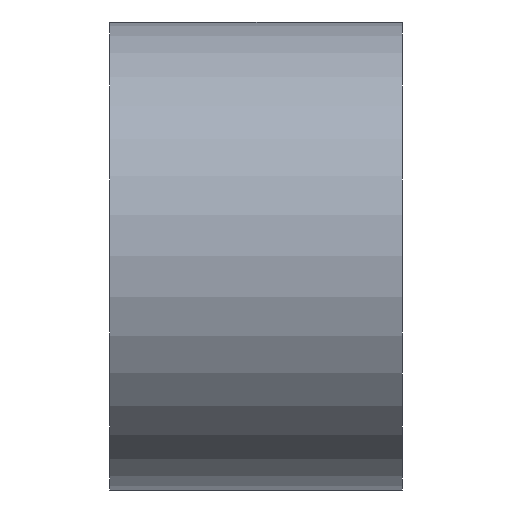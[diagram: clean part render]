
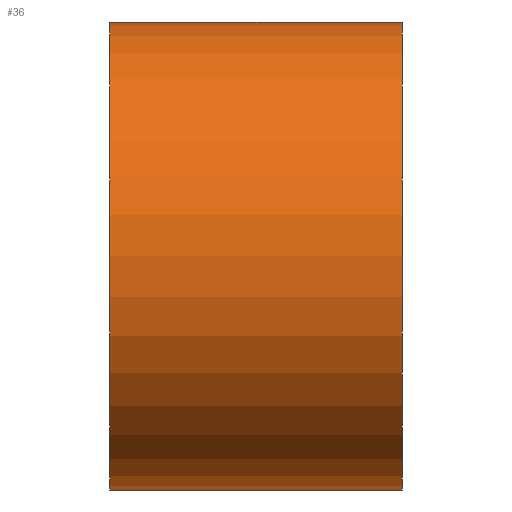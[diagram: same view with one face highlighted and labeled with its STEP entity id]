
A CAD part, left-side view. The second image highlights one B-rep face of the part: STEP entity #36.
In plain terms, the highlighted cylindrical face has radius 8 mm (diameter 16 mm), a partial arc.
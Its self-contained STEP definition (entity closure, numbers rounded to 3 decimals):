
#36 = ADVANCED_FACE( '', ( #68 ), #69, .T. );
#68 = FACE_OUTER_BOUND( '', #93, .T. );
#69 = CYLINDRICAL_SURFACE( '', #94, 8. );
#93 = EDGE_LOOP( '', ( #127, #128, #129, #130 ) );
#94 = AXIS2_PLACEMENT_3D( '', #131, #132, #133 );
#127 = ORIENTED_EDGE( '', *, *, #156, .T. );
#128 = ORIENTED_EDGE( '', *, *, #164, .F. );
#129 = ORIENTED_EDGE( '', *, *, #160, .F. );
#130 = ORIENTED_EDGE( '', *, *, #165, .T. );
#131 = CARTESIAN_POINT( '', ( -20., 5., 0. ) );
#132 = DIRECTION( '', ( 0., 1., 0. ) );
#133 = DIRECTION( '', ( 0., 0., -1. ) );
#156 = EDGE_CURVE( '', #178, #179, #180, .T. );
#160 = EDGE_CURVE( '', #184, #185, #186, .T. );
#164 = EDGE_CURVE( '', #185, #179, #190, .T. );
#165 = EDGE_CURVE( '', #184, #178, #191, .T. );
#178 = VERTEX_POINT( '', #206 );
#179 = VERTEX_POINT( '', #207 );
#180 = CIRCLE( '', #208, 8. );
#184 = VERTEX_POINT( '', #214 );
#185 = VERTEX_POINT( '', #215 );
#186 = CIRCLE( '', #216, 8. );
#190 = LINE( '', #222, #223 );
#191 = LINE( '', #224, #225 );
#206 = CARTESIAN_POINT( '', ( -20., -5., -8. ) );
#207 = CARTESIAN_POINT( '', ( -20., -5., 8. ) );
#208 = AXIS2_PLACEMENT_3D( '', #236, #237, #238 );
#214 = CARTESIAN_POINT( '', ( -20., 5., -8. ) );
#215 = CARTESIAN_POINT( '', ( -20., 5., 8. ) );
#216 = AXIS2_PLACEMENT_3D( '', #241, #242, #243 );
#222 = CARTESIAN_POINT( '', ( -20., 5., 8. ) );
#223 = VECTOR( '', #246, 1000. );
#224 = CARTESIAN_POINT( '', ( -20., 5., -8. ) );
#225 = VECTOR( '', #247, 1000. );
#236 = CARTESIAN_POINT( '', ( -20., -5., 0. ) );
#237 = DIRECTION( '', ( 0., 1., 0. ) );
#238 = DIRECTION( '', ( 1., 0., 0. ) );
#241 = CARTESIAN_POINT( '', ( -20., 5., 0. ) );
#242 = DIRECTION( '', ( 0., 1., 0. ) );
#243 = DIRECTION( '', ( 1., 0., 0. ) );
#246 = DIRECTION( '', ( 0., -1., 0. ) );
#247 = DIRECTION( '', ( 0., -1., 0. ) );
